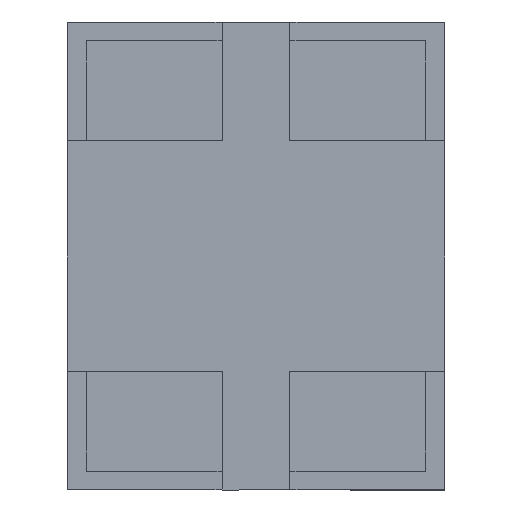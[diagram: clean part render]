
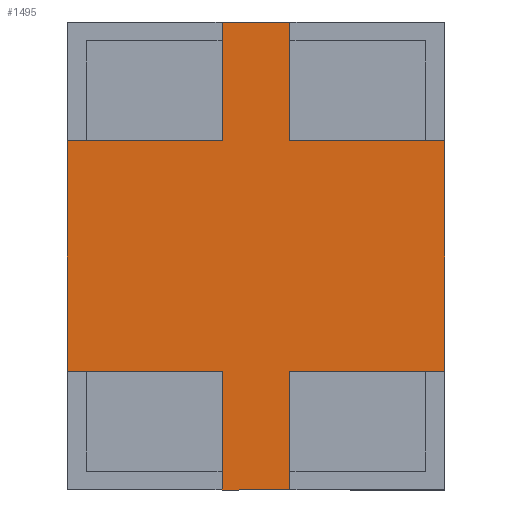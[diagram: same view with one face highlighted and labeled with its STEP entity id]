
A CAD part, front view. The second image highlights one B-rep face of the part: STEP entity #1495.
In plain terms, the highlighted planar face has unit normal (0, -1, 0).
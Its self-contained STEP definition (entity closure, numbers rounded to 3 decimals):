
#21 = VECTOR ( 'NONE', #568, 1000. ) ;
#29 = DIRECTION ( 'NONE',  ( 0., 1., 0. ) ) ;
#99 = EDGE_LOOP ( 'NONE', ( #2161, #680, #1127, #1901, #2952, #2018, #1408, #1957, #2710, #314, #2582, #2482 ) ) ;
#117 = CARTESIAN_POINT ( 'NONE',  ( -1.25, 0., 0.765 ) ) ;
#146 = EDGE_CURVE ( 'NONE', #1159, #579, #1703, .T. ) ;
#175 = DIRECTION ( 'NONE',  ( 0., 0., 1. ) ) ;
#191 = FACE_OUTER_BOUND ( 'NONE', #99, .T. ) ;
#260 = LINE ( 'NONE', #117, #686 ) ;
#289 = VECTOR ( 'NONE', #2128, 1000. ) ;
#308 = CARTESIAN_POINT ( 'NONE',  ( 1.25, 0., 1.55 ) ) ;
#314 = ORIENTED_EDGE ( 'NONE', *, *, #828, .F. ) ;
#427 = CARTESIAN_POINT ( 'NONE',  ( -1.25, 0., -0.765 ) ) ;
#497 = CARTESIAN_POINT ( 'NONE',  ( 0.225, 0., -1.55 ) ) ;
#498 = CARTESIAN_POINT ( 'NONE',  ( -1.25, 0., 1.55 ) ) ;
#501 = VERTEX_POINT ( 'NONE', #2054 ) ;
#520 = CARTESIAN_POINT ( 'NONE',  ( 0.225, 0., 1.55 ) ) ;
#547 = VERTEX_POINT ( 'NONE', #871 ) ;
#557 = CARTESIAN_POINT ( 'NONE',  ( 0.225, 0., -1.55 ) ) ;
#558 = CARTESIAN_POINT ( 'NONE',  ( 1.25, 0., 1.55 ) ) ;
#568 = DIRECTION ( 'NONE',  ( 1., 0., 0. ) ) ;
#579 = VERTEX_POINT ( 'NONE', #1616 ) ;
#610 = LINE ( 'NONE', #558, #21 ) ;
#636 = CARTESIAN_POINT ( 'NONE',  ( -1.25, 0., 0.765 ) ) ;
#647 = VECTOR ( 'NONE', #1509, 1000. ) ;
#680 = ORIENTED_EDGE ( 'NONE', *, *, #1447, .F. ) ;
#686 = VECTOR ( 'NONE', #847, 1000. ) ;
#759 = CARTESIAN_POINT ( 'NONE',  ( 0., 0., 0. ) ) ;
#786 = CARTESIAN_POINT ( 'NONE',  ( 1.25, 0., 0.765 ) ) ;
#828 = EDGE_CURVE ( 'NONE', #1157, #1252, #1028, .T. ) ;
#839 = VERTEX_POINT ( 'NONE', #1706 ) ;
#847 = DIRECTION ( 'NONE',  ( 1., 0., 0. ) ) ;
#871 = CARTESIAN_POINT ( 'NONE',  ( 0.225, 0., 0.765 ) ) ;
#927 = EDGE_CURVE ( 'NONE', #2739, #547, #1070, .T. ) ;
#1028 = LINE ( 'NONE', #2187, #2258 ) ;
#1070 = LINE ( 'NONE', #2497, #2299 ) ;
#1072 = CARTESIAN_POINT ( 'NONE',  ( -0.225, 0., -0.765 ) ) ;
#1092 = VECTOR ( 'NONE', #2263, 1000. ) ;
#1094 = VECTOR ( 'NONE', #2169, 1000. ) ;
#1127 = ORIENTED_EDGE ( 'NONE', *, *, #927, .F. ) ;
#1157 = VERTEX_POINT ( 'NONE', #557 ) ;
#1159 = VERTEX_POINT ( 'NONE', #1798 ) ;
#1166 = CARTESIAN_POINT ( 'NONE',  ( 1.25, 0., -0.765 ) ) ;
#1252 = VERTEX_POINT ( 'NONE', #1678 ) ;
#1292 = EDGE_CURVE ( 'NONE', #1252, #1645, #2345, .T. ) ;
#1296 = VECTOR ( 'NONE', #1634, 1000. ) ;
#1317 = LINE ( 'NONE', #427, #1094 ) ;
#1408 = ORIENTED_EDGE ( 'NONE', *, *, #1718, .F. ) ;
#1437 = DIRECTION ( 'NONE',  ( -1., 0., 0. ) ) ;
#1447 = EDGE_CURVE ( 'NONE', #547, #1593, #2626, .T. ) ;
#1495 = ADVANCED_FACE ( 'NONE', ( #191 ), #1520, .F. ) ;
#1509 = DIRECTION ( 'NONE',  ( 0., 0., -1. ) ) ;
#1520 = PLANE ( 'NONE',  #2439 ) ;
#1593 = VERTEX_POINT ( 'NONE', #786 ) ;
#1616 = CARTESIAN_POINT ( 'NONE',  ( 0.225, 0., -0.765 ) ) ;
#1634 = DIRECTION ( 'NONE',  ( 0., 0., 1. ) ) ;
#1645 = VERTEX_POINT ( 'NONE', #1072 ) ;
#1649 = VECTOR ( 'NONE', #1875, 1000. ) ;
#1678 = CARTESIAN_POINT ( 'NONE',  ( -0.225, 0., -1.55 ) ) ;
#1703 = LINE ( 'NONE', #1166, #289 ) ;
#1706 = CARTESIAN_POINT ( 'NONE',  ( -0.225, 0., 0.765 ) ) ;
#1718 = EDGE_CURVE ( 'NONE', #501, #1948, #1950, .T. ) ;
#1781 = DIRECTION ( 'NONE',  ( 0., 0., -1. ) ) ;
#1798 = CARTESIAN_POINT ( 'NONE',  ( 1.25, 0., -0.765 ) ) ;
#1844 = EDGE_CURVE ( 'NONE', #839, #2829, #2105, .T. ) ;
#1854 = EDGE_CURVE ( 'NONE', #1593, #1159, #2363, .T. ) ;
#1875 = DIRECTION ( 'NONE',  ( 0., 0., -1. ) ) ;
#1901 = ORIENTED_EDGE ( 'NONE', *, *, #2893, .F. ) ;
#1948 = VERTEX_POINT ( 'NONE', #636 ) ;
#1950 = LINE ( 'NONE', #498, #1092 ) ;
#1957 = ORIENTED_EDGE ( 'NONE', *, *, #2647, .F. ) ;
#1980 = CARTESIAN_POINT ( 'NONE',  ( -0.225, 0., 1.55 ) ) ;
#2018 = ORIENTED_EDGE ( 'NONE', *, *, #3037, .F. ) ;
#2054 = CARTESIAN_POINT ( 'NONE',  ( -1.25, 0., -0.765 ) ) ;
#2105 = LINE ( 'NONE', #2118, #1296 ) ;
#2118 = CARTESIAN_POINT ( 'NONE',  ( -0.225, 0., 1.55 ) ) ;
#2128 = DIRECTION ( 'NONE',  ( -1., 0., 0. ) ) ;
#2161 = ORIENTED_EDGE ( 'NONE', *, *, #1854, .F. ) ;
#2169 = DIRECTION ( 'NONE',  ( -1., 0., 0. ) ) ;
#2187 = CARTESIAN_POINT ( 'NONE',  ( 1.25, 0., -1.55 ) ) ;
#2191 = CARTESIAN_POINT ( 'NONE',  ( 1.25, 0., 0.765 ) ) ;
#2222 = DIRECTION ( 'NONE',  ( 1., 0., 0. ) ) ;
#2258 = VECTOR ( 'NONE', #1437, 1000. ) ;
#2261 = DIRECTION ( 'NONE',  ( 0., 0., 1. ) ) ;
#2263 = DIRECTION ( 'NONE',  ( 0., 0., 1. ) ) ;
#2299 = VECTOR ( 'NONE', #1781, 1000. ) ;
#2345 = LINE ( 'NONE', #2889, #2939 ) ;
#2363 = LINE ( 'NONE', #308, #1649 ) ;
#2439 = AXIS2_PLACEMENT_3D ( 'NONE', #759, #29, #2261 ) ;
#2482 = ORIENTED_EDGE ( 'NONE', *, *, #146, .F. ) ;
#2497 = CARTESIAN_POINT ( 'NONE',  ( 0.225, 0., 1.55 ) ) ;
#2582 = ORIENTED_EDGE ( 'NONE', *, *, #2775, .F. ) ;
#2626 = LINE ( 'NONE', #2191, #2707 ) ;
#2647 = EDGE_CURVE ( 'NONE', #1645, #501, #1317, .T. ) ;
#2707 = VECTOR ( 'NONE', #2222, 1000. ) ;
#2710 = ORIENTED_EDGE ( 'NONE', *, *, #1292, .F. ) ;
#2739 = VERTEX_POINT ( 'NONE', #520 ) ;
#2775 = EDGE_CURVE ( 'NONE', #579, #1157, #3013, .T. ) ;
#2829 = VERTEX_POINT ( 'NONE', #1980 ) ;
#2889 = CARTESIAN_POINT ( 'NONE',  ( -0.225, 0., -1.55 ) ) ;
#2893 = EDGE_CURVE ( 'NONE', #2829, #2739, #610, .T. ) ;
#2939 = VECTOR ( 'NONE', #175, 1000. ) ;
#2952 = ORIENTED_EDGE ( 'NONE', *, *, #1844, .F. ) ;
#3013 = LINE ( 'NONE', #497, #647 ) ;
#3037 = EDGE_CURVE ( 'NONE', #1948, #839, #260, .T. ) ;
